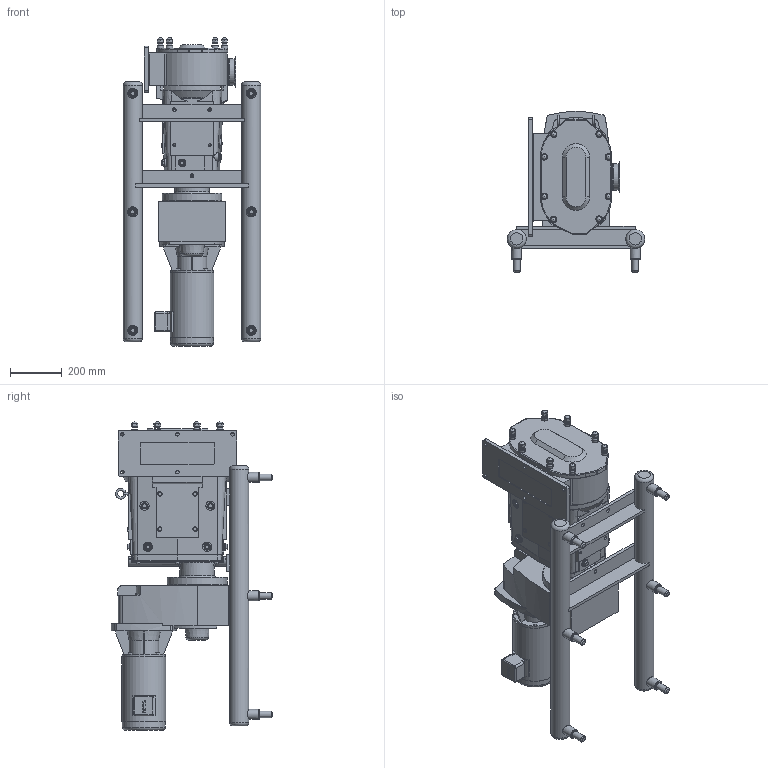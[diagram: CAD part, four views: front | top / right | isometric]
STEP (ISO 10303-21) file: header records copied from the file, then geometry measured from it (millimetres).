
FILE_DESCRIPTION(/* description */ (''),/* implementation_level */ '2;1');
FILE_NAME(/* name */ 'U3_184U3_145TC_(3.36 x 11.33)x3.0_S-Line_2HP_LH_SM.stp',/* time_stamp */ '2021-05-24T19:17:10+06:00',/* author */ ('trtmhr'),/* organization */ (''),/* preprocessor_version */ 'ST-DEVELOPER v18.1',/* originating_system */ 'Autodesk Inventor 2020',/* authorisation */ '');
FILE_SCHEMA (('AUTOMOTIVE_DESIGN { 1 0 10303 214 3 1 1 }'));
Length unit declared in the file: inch
Products named in the file (1): U3_184U3_145TC_(3.36 x 11.33)x3.0_S-Line_2HP_LH_SM
Bounding box: 530.23 x 621.84 x 1191.08 mm (x, y, z)
Volume: 82342591.2 mm3; surface area: 2632875.2 mm2
Topology: 4 solids, 4 shells, 1028 faces, 2803 edges, 1855 vertices
Faces by surface type: plane 511, cylinder 302, torus 74, cone 69, bspline 60, sphere 12
Full cylindrical faces by diameter (mm): 7.798 x1, 10.16 x2, 10.719 x4, 13.487 x6, 14.3 x3, 15.24 x1, 19.05 x8, 23.876 x3, 25.4 x19, 29.21 x2, 31.75 x3, 35.052 x6, 38.1 x6, 78.486 x1, 101.6 x1, 102.946 x1, 103.962 x1, 119.024 x1, 133.35 x1, 165.989 x1, 166.116 x1, 168.402 x1, 229.997 x1, 230.124 x1
Entity records: 34656 total; most frequent: CARTESIAN_POINT 8275, ORIENTED_EDGE 5572, DIRECTION 5534, EDGE_CURVE 2786, AXIS2_PLACEMENT_3D 2083, VERTEX_POINT 1855, LINE 1368, VECTOR 1368
